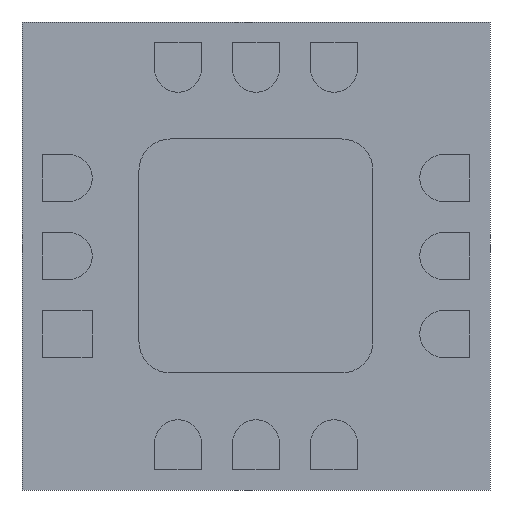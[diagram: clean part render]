
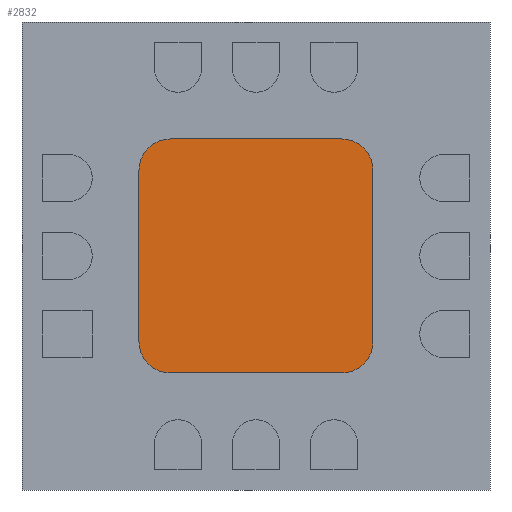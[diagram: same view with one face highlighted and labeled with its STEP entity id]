
A CAD part, front view. The second image highlights one B-rep face of the part: STEP entity #2832.
In plain terms, the highlighted planar face has unit normal (0, -1, 0).
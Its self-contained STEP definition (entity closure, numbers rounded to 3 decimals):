
#64 = DIRECTION ( 'NONE',  ( -1., 0., 0. ) ) ;
#70 = CARTESIAN_POINT ( 'NONE',  ( -0.55, 0., -0.75 ) ) ;
#112 = ORIENTED_EDGE ( 'NONE', *, *, #1714, .T. ) ;
#130 = VERTEX_POINT ( 'NONE', #3110 ) ;
#324 = AXIS2_PLACEMENT_3D ( 'NONE', #714, #3261, #373 ) ;
#373 = DIRECTION ( 'NONE',  ( 0., 0., 1. ) ) ;
#714 = CARTESIAN_POINT ( 'NONE',  ( 0.55, 0., -0.55 ) ) ;
#742 = LINE ( 'NONE', #4287, #3941 ) ;
#755 = CARTESIAN_POINT ( 'NONE',  ( -0.55, 0., -0.55 ) ) ;
#864 = AXIS2_PLACEMENT_3D ( 'NONE', #755, #1520, #1904 ) ;
#865 = ORIENTED_EDGE ( 'NONE', *, *, #3598, .T. ) ;
#896 = EDGE_LOOP ( 'NONE', ( #865, #4521, #2228, #3637, #112, #2083, #4276, #2877 ) ) ;
#939 = DIRECTION ( 'NONE',  ( 0., -1., 0. ) ) ;
#1103 = CIRCLE ( 'NONE', #4524, 0.2 ) ;
#1124 = DIRECTION ( 'NONE',  ( 0., -1., 0. ) ) ;
#1144 = CARTESIAN_POINT ( 'NONE',  ( 0.55, 0., 0.75 ) ) ;
#1351 = EDGE_CURVE ( 'NONE', #2594, #1611, #1103, .T. ) ;
#1399 = AXIS2_PLACEMENT_3D ( 'NONE', #3114, #939, #3487 ) ;
#1428 = PLANE ( 'NONE',  #864 ) ;
#1460 = DIRECTION ( 'NONE',  ( 0., -1., 0. ) ) ;
#1517 = CARTESIAN_POINT ( 'NONE',  ( 0.55, 0., 0.55 ) ) ;
#1520 = DIRECTION ( 'NONE',  ( 0., 1., 0. ) ) ;
#1611 = VERTEX_POINT ( 'NONE', #2984 ) ;
#1714 = EDGE_CURVE ( 'NONE', #130, #2317, #2959, .T. ) ;
#1761 = CARTESIAN_POINT ( 'NONE',  ( 0.75, 0., 0.55 ) ) ;
#1788 = CIRCLE ( 'NONE', #324, 0.2 ) ;
#1845 = LINE ( 'NONE', #3738, #3138 ) ;
#1902 = VECTOR ( 'NONE', #4681, 1000. ) ;
#1904 = DIRECTION ( 'NONE',  ( 0., 0., 1. ) ) ;
#2021 = CIRCLE ( 'NONE', #1399, 0.2 ) ;
#2040 = CARTESIAN_POINT ( 'NONE',  ( -0.55, 0., 0.75 ) ) ;
#2059 = EDGE_CURVE ( 'NONE', #2755, #130, #4392, .T. ) ;
#2083 = ORIENTED_EDGE ( 'NONE', *, *, #3865, .T. ) ;
#2149 = CARTESIAN_POINT ( 'NONE',  ( 0.55, 0., -0.75 ) ) ;
#2228 = ORIENTED_EDGE ( 'NONE', *, *, #3793, .T. ) ;
#2317 = VERTEX_POINT ( 'NONE', #1144 ) ;
#2458 = VERTEX_POINT ( 'NONE', #4132 ) ;
#2594 = VERTEX_POINT ( 'NONE', #2040 ) ;
#2755 = VERTEX_POINT ( 'NONE', #3680 ) ;
#2759 = VECTOR ( 'NONE', #2830, 1000. ) ;
#2824 = FACE_OUTER_BOUND ( 'NONE', #896, .T. ) ;
#2830 = DIRECTION ( 'NONE',  ( 0., 0., 1. ) ) ;
#2832 = ADVANCED_FACE ( 'NONE', ( #2824 ), #1428, .F. ) ;
#2877 = ORIENTED_EDGE ( 'NONE', *, *, #4403, .T. ) ;
#2945 = DIRECTION ( 'NONE',  ( 0., 0., 1. ) ) ;
#2959 = CIRCLE ( 'NONE', #4013, 0.2 ) ;
#2984 = CARTESIAN_POINT ( 'NONE',  ( -0.75, 0., 0.55 ) ) ;
#3110 = CARTESIAN_POINT ( 'NONE',  ( 0.75, 0., 0.55 ) ) ;
#3114 = CARTESIAN_POINT ( 'NONE',  ( -0.55, 0., -0.55 ) ) ;
#3138 = VECTOR ( 'NONE', #64, 1000. ) ;
#3181 = VERTEX_POINT ( 'NONE', #4355 ) ;
#3261 = DIRECTION ( 'NONE',  ( 0., -1., 0. ) ) ;
#3297 = CARTESIAN_POINT ( 'NONE',  ( -0.55, 0., 0.55 ) ) ;
#3314 = LINE ( 'NONE', #2149, #1902 ) ;
#3481 = VERTEX_POINT ( 'NONE', #70 ) ;
#3487 = DIRECTION ( 'NONE',  ( 0., 0., 1. ) ) ;
#3598 = EDGE_CURVE ( 'NONE', #3181, #3481, #2021, .T. ) ;
#3637 = ORIENTED_EDGE ( 'NONE', *, *, #2059, .T. ) ;
#3680 = CARTESIAN_POINT ( 'NONE',  ( 0.75, 0., -0.55 ) ) ;
#3738 = CARTESIAN_POINT ( 'NONE',  ( 0.55, 0., 0.75 ) ) ;
#3793 = EDGE_CURVE ( 'NONE', #2458, #2755, #1788, .T. ) ;
#3865 = EDGE_CURVE ( 'NONE', #2317, #2594, #1845, .T. ) ;
#3916 = DIRECTION ( 'NONE',  ( 0., 0., -1. ) ) ;
#3941 = VECTOR ( 'NONE', #3916, 1000. ) ;
#4013 = AXIS2_PLACEMENT_3D ( 'NONE', #1517, #1124, #4400 ) ;
#4132 = CARTESIAN_POINT ( 'NONE',  ( 0.55, 0., -0.75 ) ) ;
#4276 = ORIENTED_EDGE ( 'NONE', *, *, #1351, .T. ) ;
#4287 = CARTESIAN_POINT ( 'NONE',  ( -0.75, 0., 0.55 ) ) ;
#4355 = CARTESIAN_POINT ( 'NONE',  ( -0.75, 0., -0.55 ) ) ;
#4392 = LINE ( 'NONE', #1761, #2759 ) ;
#4400 = DIRECTION ( 'NONE',  ( 0., 0., 1. ) ) ;
#4403 = EDGE_CURVE ( 'NONE', #1611, #3181, #742, .T. ) ;
#4521 = ORIENTED_EDGE ( 'NONE', *, *, #4571, .T. ) ;
#4524 = AXIS2_PLACEMENT_3D ( 'NONE', #3297, #1460, #2945 ) ;
#4571 = EDGE_CURVE ( 'NONE', #3481, #2458, #3314, .T. ) ;
#4681 = DIRECTION ( 'NONE',  ( 1., 0., 0. ) ) ;
